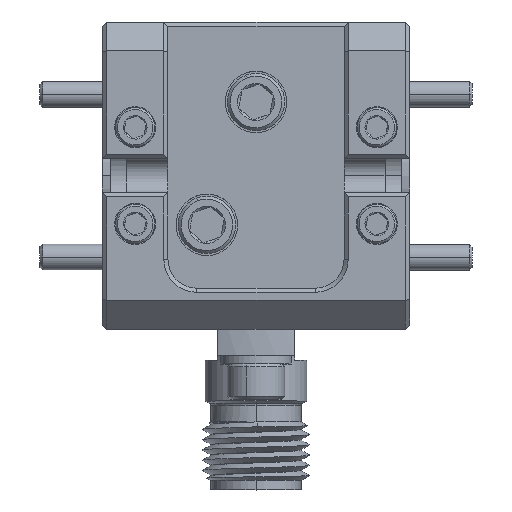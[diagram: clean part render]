
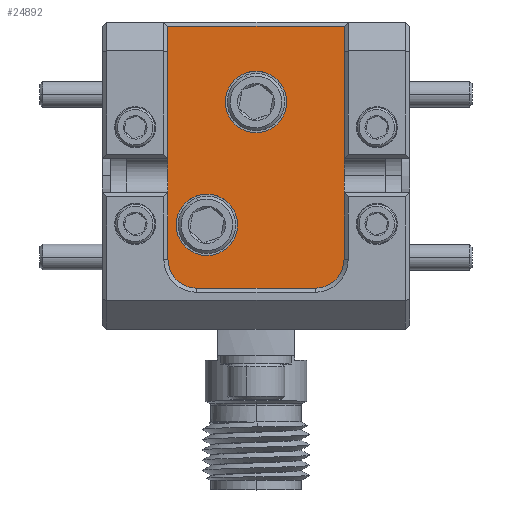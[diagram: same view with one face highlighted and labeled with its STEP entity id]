
A CAD part, top view. The second image highlights one B-rep face of the part: STEP entity #24892.
In plain terms, the highlighted planar face has unit normal (0, 0, 1).
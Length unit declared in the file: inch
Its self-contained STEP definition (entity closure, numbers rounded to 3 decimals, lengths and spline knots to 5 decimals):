
#29 = VERTEX_POINT ( 'NONE', #11099 ) ;
#147 = CARTESIAN_POINT ( 'NONE',  ( -2.33021, -0.12423, 1.2213 ) ) ;
#351 = ORIENTED_EDGE ( 'NONE', *, *, #5899, .T. ) ;
#815 = AXIS2_PLACEMENT_3D ( 'NONE', #25243, #21653, #11590 ) ;
#1134 = ORIENTED_EDGE ( 'NONE', *, *, #14559, .F. ) ;
#2036 = CARTESIAN_POINT ( 'NONE',  ( -2.23521, -0.11423, 1.2213 ) ) ;
#2052 = VECTOR ( 'NONE', #20480, 39.37008 ) ;
#2195 = EDGE_CURVE ( 'NONE', #16064, #8070, #23926, .T. ) ;
#2719 = ORIENTED_EDGE ( 'NONE', *, *, #19874, .T. ) ;
#3655 = CARTESIAN_POINT ( 'NONE',  ( -1.97021, -0.12423, 1.2213 ) ) ;
#3731 = LINE ( 'NONE', #13588, #19746 ) ;
#3983 = DIRECTION ( 'NONE',  ( 0., 0., 1. ) ) ;
#4197 = DIRECTION ( 'NONE',  ( 0., 0., 1. ) ) ;
#4744 = DIRECTION ( 'NONE',  ( 0., 1., 0. ) ) ;
#4869 = CARTESIAN_POINT ( 'NONE',  ( -1.90021, 0.45577, 1.2213 ) ) ;
#4922 = EDGE_CURVE ( 'NONE', #8792, #29, #23602, .T. ) ;
#5253 = DIRECTION ( 'NONE',  ( 0., 0., 1. ) ) ;
#5386 = CARTESIAN_POINT ( 'NONE',  ( -2.26021, -0.12423, 1.2213 ) ) ;
#5565 = CARTESIAN_POINT ( 'NONE',  ( -2.23521, 0.03577, 1.2213 ) ) ;
#5635 = DIRECTION ( 'NONE',  ( 0., -1., 0. ) ) ;
#5705 = PLANE ( 'NONE',  #815 ) ;
#5899 = EDGE_CURVE ( 'NONE', #22759, #16064, #23817, .T. ) ;
#6744 = ORIENTED_EDGE ( 'NONE', *, *, #7956, .F. ) ;
#6750 = ORIENTED_EDGE ( 'NONE', *, *, #24374, .F. ) ;
#7007 = CIRCLE ( 'NONE', #21753, 0.075 ) ;
#7520 = CARTESIAN_POINT ( 'NONE',  ( -1.90021, 0.44577, 1.2213 ) ) ;
#7779 = DIRECTION ( 'NONE',  ( 1., 0., 0. ) ) ;
#7956 = EDGE_CURVE ( 'NONE', #14764, #18551, #17417, .T. ) ;
#8070 = VERTEX_POINT ( 'NONE', #24256 ) ;
#8251 = EDGE_LOOP ( 'NONE', ( #25007, #6750 ) ) ;
#8616 = CARTESIAN_POINT ( 'NONE',  ( -2.11521, 0.26077, 1.2213 ) ) ;
#8792 = VERTEX_POINT ( 'NONE', #21282 ) ;
#8805 = LINE ( 'NONE', #4869, #10114 ) ;
#8980 = ORIENTED_EDGE ( 'NONE', *, *, #2195, .T. ) ;
#9222 = EDGE_CURVE ( 'NONE', #22621, #10099, #7007, .T. ) ;
#9410 = DIRECTION ( 'NONE',  ( 0., 0., 1. ) ) ;
#9543 = ORIENTED_EDGE ( 'NONE', *, *, #25109, .T. ) ;
#9661 = DIRECTION ( 'NONE',  ( 0., 0., 1. ) ) ;
#9775 = FACE_BOUND ( 'NONE', #8251, .T. ) ;
#10099 = VERTEX_POINT ( 'NONE', #5565 ) ;
#10114 = VECTOR ( 'NONE', #4744, 39.37008 ) ;
#10687 = EDGE_LOOP ( 'NONE', ( #1134, #6744 ) ) ;
#10787 = AXIS2_PLACEMENT_3D ( 'NONE', #8616, #24852, #18890 ) ;
#11077 = CARTESIAN_POINT ( 'NONE',  ( -2.11521, 0.26077, 1.2213 ) ) ;
#11099 = CARTESIAN_POINT ( 'NONE',  ( -1.90021, -0.12423, 1.2213 ) ) ;
#11155 = VERTEX_POINT ( 'NONE', #7520 ) ;
#11590 = DIRECTION ( 'NONE',  ( 0., -1., 0. ) ) ;
#11953 = DIRECTION ( 'NONE',  ( 0., -1., 0. ) ) ;
#12266 = EDGE_CURVE ( 'NONE', #29, #11155, #8805, .T. ) ;
#12511 = CIRCLE ( 'NONE', #10787, 0.075 ) ;
#13588 = CARTESIAN_POINT ( 'NONE',  ( -1.97021, -0.19423, 1.2213 ) ) ;
#13600 = FACE_BOUND ( 'NONE', #10687, .T. ) ;
#13797 = DIRECTION ( 'NONE',  ( 0., -1., 0. ) ) ;
#13968 = CARTESIAN_POINT ( 'NONE',  ( -2.23521, -0.03923, 1.2213 ) ) ;
#14040 = DIRECTION ( 'NONE',  ( 0., -1., 0. ) ) ;
#14199 = EDGE_LOOP ( 'NONE', ( #18635, #2719, #351, #8980, #9543, #24223 ) ) ;
#14559 = EDGE_CURVE ( 'NONE', #18551, #14764, #12511, .T. ) ;
#14764 = VERTEX_POINT ( 'NONE', #24677 ) ;
#15679 = AXIS2_PLACEMENT_3D ( 'NONE', #11077, #9410, #17176 ) ;
#16015 = AXIS2_PLACEMENT_3D ( 'NONE', #3655, #4197, #14040 ) ;
#16022 = CARTESIAN_POINT ( 'NONE',  ( -2.33021, 0.44577, 1.2213 ) ) ;
#16064 = VERTEX_POINT ( 'NONE', #147 ) ;
#17060 = FACE_OUTER_BOUND ( 'NONE', #14199, .T. ) ;
#17176 = DIRECTION ( 'NONE',  ( 0., -1., 0. ) ) ;
#17417 = CIRCLE ( 'NONE', #15679, 0.075 ) ;
#17687 = DIRECTION ( 'NONE',  ( 0., -1., 0. ) ) ;
#18551 = VERTEX_POINT ( 'NONE', #21147 ) ;
#18635 = ORIENTED_EDGE ( 'NONE', *, *, #12266, .T. ) ;
#18890 = DIRECTION ( 'NONE',  ( 0., -1., 0. ) ) ;
#19029 = VECTOR ( 'NONE', #13797, 39.37008 ) ;
#19746 = VECTOR ( 'NONE', #7779, 39.37008 ) ;
#19874 = EDGE_CURVE ( 'NONE', #11155, #22759, #24189, .T. ) ;
#20480 = DIRECTION ( 'NONE',  ( -1., 0., 0. ) ) ;
#21147 = CARTESIAN_POINT ( 'NONE',  ( -2.11521, 0.18577, 1.2213 ) ) ;
#21230 = CARTESIAN_POINT ( 'NONE',  ( -2.33021, 0.44577, 1.2213 ) ) ;
#21282 = CARTESIAN_POINT ( 'NONE',  ( -1.97021, -0.19423, 1.2213 ) ) ;
#21653 = DIRECTION ( 'NONE',  ( 0., 0., 1. ) ) ;
#21753 = AXIS2_PLACEMENT_3D ( 'NONE', #13968, #3983, #11953 ) ;
#22049 = CARTESIAN_POINT ( 'NONE',  ( -2.23521, -0.03923, 1.2213 ) ) ;
#22104 = CARTESIAN_POINT ( 'NONE',  ( -2.33021, -0.12423, 1.2213 ) ) ;
#22621 = VERTEX_POINT ( 'NONE', #2036 ) ;
#22759 = VERTEX_POINT ( 'NONE', #21230 ) ;
#23602 = CIRCLE ( 'NONE', #16015, 0.07 ) ;
#23817 = LINE ( 'NONE', #22104, #19029 ) ;
#23894 = CIRCLE ( 'NONE', #25994, 0.075 ) ;
#23926 = CIRCLE ( 'NONE', #25596, 0.07 ) ;
#24189 = LINE ( 'NONE', #16022, #2052 ) ;
#24223 = ORIENTED_EDGE ( 'NONE', *, *, #4922, .T. ) ;
#24256 = CARTESIAN_POINT ( 'NONE',  ( -2.26021, -0.19423, 1.2213 ) ) ;
#24374 = EDGE_CURVE ( 'NONE', #10099, #22621, #23894, .T. ) ;
#24677 = CARTESIAN_POINT ( 'NONE',  ( -2.11521, 0.33577, 1.2213 ) ) ;
#24852 = DIRECTION ( 'NONE',  ( 0., 0., 1. ) ) ;
#24892 = ADVANCED_FACE ( 'NONE', ( #13600, #9775, #17060 ), #5705, .T. ) ;
#25007 = ORIENTED_EDGE ( 'NONE', *, *, #9222, .F. ) ;
#25109 = EDGE_CURVE ( 'NONE', #8070, #8792, #3731, .T. ) ;
#25243 = CARTESIAN_POINT ( 'NONE',  ( -1.97021, -0.12423, 1.2213 ) ) ;
#25596 = AXIS2_PLACEMENT_3D ( 'NONE', #5386, #5253, #5635 ) ;
#25994 = AXIS2_PLACEMENT_3D ( 'NONE', #22049, #9661, #17687 ) ;
